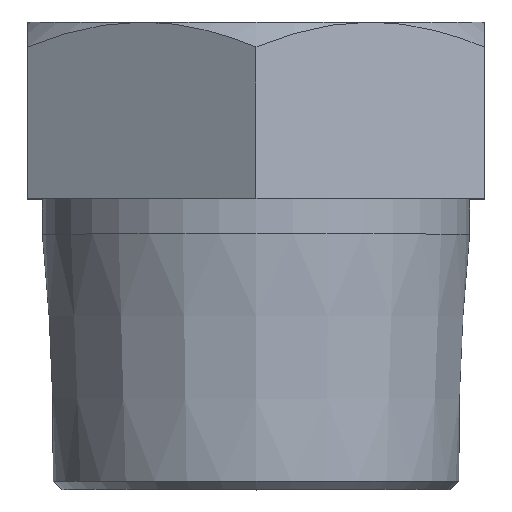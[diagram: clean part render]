
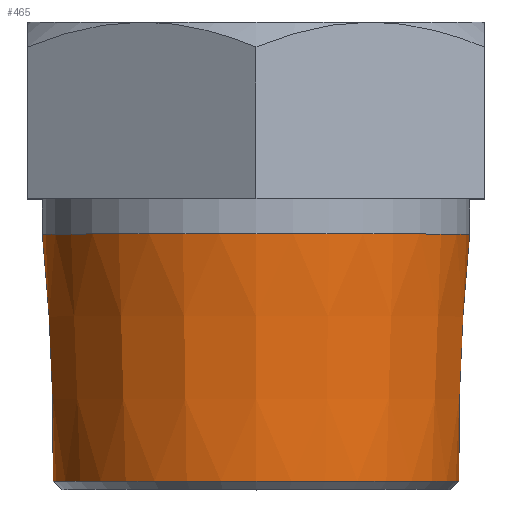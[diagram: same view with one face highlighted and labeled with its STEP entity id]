
A CAD part, top view. The second image highlights one B-rep face of the part: STEP entity #465.
In plain terms, the highlighted conical face has half-angle 2.5 degrees and reference radius 5.144 mm.
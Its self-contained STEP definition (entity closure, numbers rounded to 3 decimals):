
#70=ORIENTED_EDGE('',*,*,#148,.T.);
#71=ORIENTED_EDGE('',*,*,#149,.T.);
#148=EDGE_CURVE('',#187,#187,#214,.T.);
#149=EDGE_CURVE('',#188,#188,#215,.F.);
#187=VERTEX_POINT('',#624);
#188=VERTEX_POINT('',#626);
#214=CIRCLE('',#494,4.884);
#215=CIRCLE('',#495,5.144);
#229=EDGE_LOOP('',(#70));
#230=EDGE_LOOP('',(#71));
#261=FACE_BOUND('',#229,.T.);
#262=FACE_BOUND('',#230,.T.);
#293=CONICAL_SURFACE('',#493,5.144,0.044);
#465=ADVANCED_FACE('',(#261,#262),#293,.T.);
#493=AXIS2_PLACEMENT_3D('',#622,#533,#534);
#494=AXIS2_PLACEMENT_3D('',#623,#535,#536);
#495=AXIS2_PLACEMENT_3D('',#625,#537,#538);
#533=DIRECTION('',(0.,1.,0.));
#534=DIRECTION('',(0.,0.,1.));
#535=DIRECTION('',(0.,1.,0.));
#536=DIRECTION('',(0.,0.,1.));
#537=DIRECTION('',(0.,1.,0.));
#538=DIRECTION('',(0.,0.,1.));
#622=CARTESIAN_POINT('',(0.,-0.85,0.));
#623=CARTESIAN_POINT('',(0.,-6.8,0.));
#624=CARTESIAN_POINT('',(0.,-6.8,4.884));
#625=CARTESIAN_POINT('',(0.,-0.85,0.));
#626=CARTESIAN_POINT('',(0.,-0.85,5.144));
